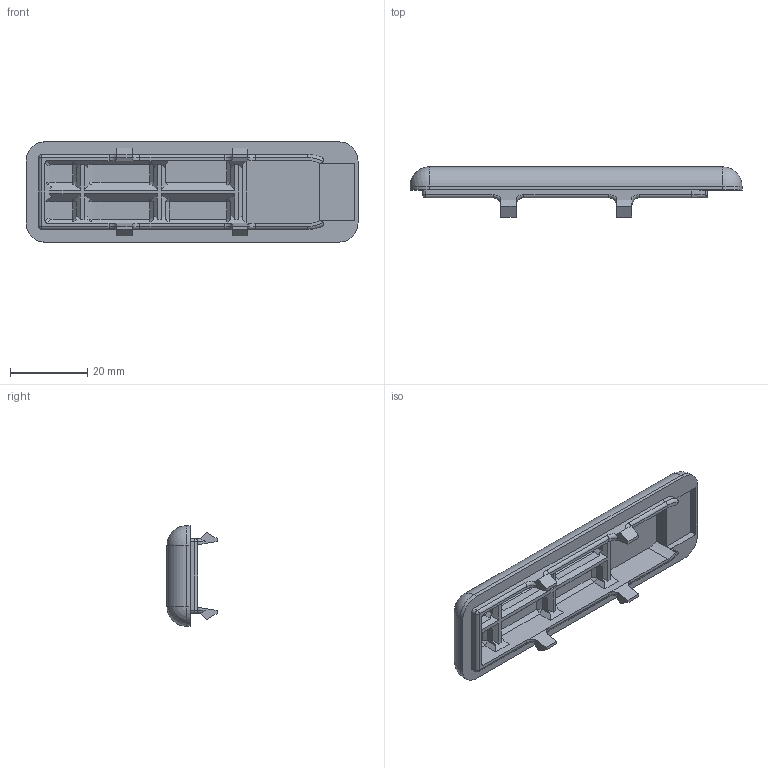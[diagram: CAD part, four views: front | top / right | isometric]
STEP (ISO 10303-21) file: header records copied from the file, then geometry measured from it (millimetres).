
FILE_DESCRIPTION(/* description */ (''),/* implementation_level */ '2;1');
FILE_NAME(/* name */ 'TesterLid.step',/* time_stamp */ '2020-12-19T22:05:49+01:00',/* author */ (''),/* organization */ (''),/* preprocessor_version */ 'ST-DEVELOPER v18.1',/* originating_system */ 'Autodesk Translation Framework v9.7.1.1290',/* authorisation */ '');
FILE_SCHEMA (('AUTOMOTIVE_DESIGN { 1 0 10303 214 3 1 1 }'));
Length unit declared in the file: millimetre
Products named in the file (1): (Unsaved)
Bounding box: 86 x 13 x 26 mm (x, y, z)
Volume: 8032.6 mm3; surface area: 7291 mm2
Topology: 1 solids, 1 shells, 212 faces, 528 edges, 319 vertices
Faces by surface type: plane 161, cylinder 35, torus 10, sphere 6
Entity records: 6201 total; most frequent: CARTESIAN_POINT 1126, ORIENTED_EDGE 1056, DIRECTION 1026, EDGE_CURVE 528, LINE 436, VECTOR 436, VERTEX_POINT 319, AXIS2_PLACEMENT_3D 295
